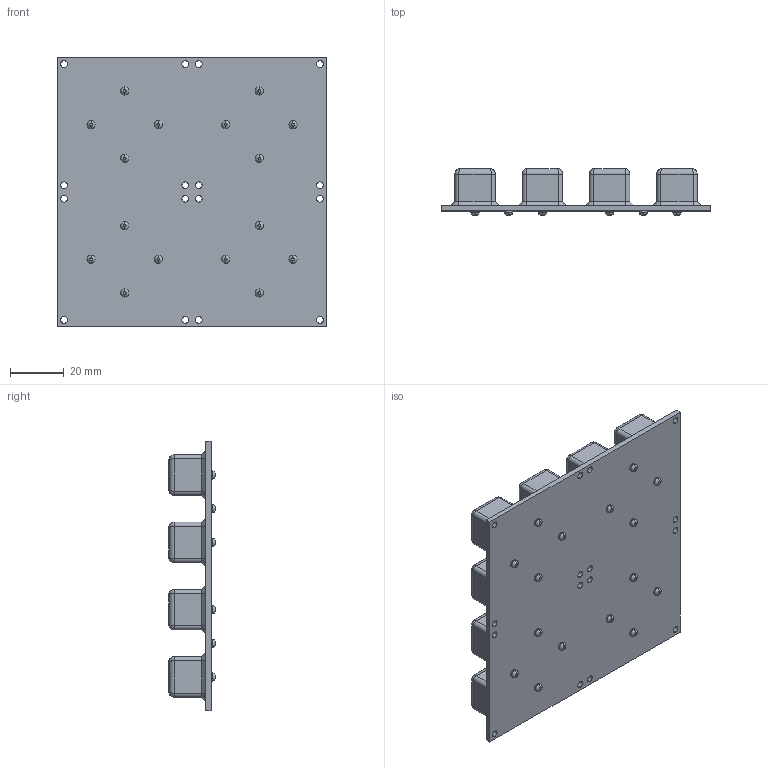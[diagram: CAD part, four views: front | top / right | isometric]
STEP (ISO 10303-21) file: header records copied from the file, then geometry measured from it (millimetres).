
FILE_DESCRIPTION (( 'STEP AP214' ), '1' );
FILE_NAME ('User Library-button_pad.STEP', '2020-04-20T17:05:27', ( '' ), ( '' ), 'SwSTEP 2.0', 'SolidWorks 2019', '' );
FILE_SCHEMA (( 'AUTOMOTIVE_DESIGN' ));
Length unit declared in the file: millimetre
Products named in the file (1): User Library-button_pad
Bounding box: 100 x 17.2 x 100 mm (x, y, z)
Volume: 69218 mm3; surface area: 32053.8 mm2
Topology: 1 solids, 1 shells, 518 faces, 1164 edges, 616 vertices
Faces by surface type: cylinder 192, plane 166, bspline 64, cone 64, torus 32
Entity records: 21696 total; most frequent: CARTESIAN_POINT 5243, DIRECTION 2266, ORIENTED_EDGE 2200, EDGE_CURVE 1100, AXIS2_PLACEMENT_3D 839, VERTEX_POINT 616, VECTOR 588, LINE 588
